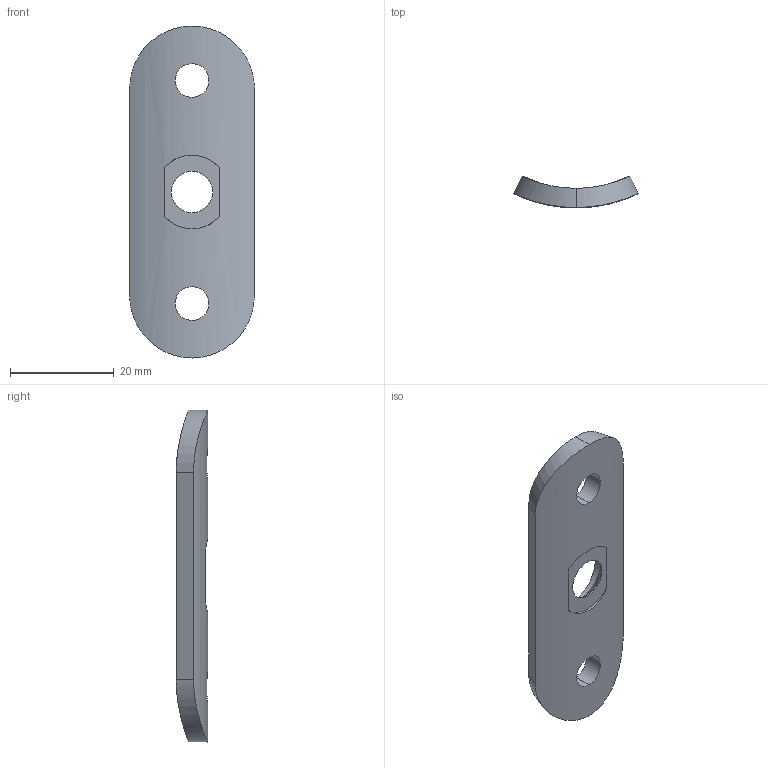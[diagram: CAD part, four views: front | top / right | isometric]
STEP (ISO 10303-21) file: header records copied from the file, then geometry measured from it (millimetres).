
FILE_DESCRIPTION (( 'STEP AP214' ), '1' );
FILE_NAME ('A_1800-048.STEP', '2022-02-10T08:23:08', ( '' ), ( '' ), 'SwSTEP 2.0', 'SolidWorks 2019', '' );
FILE_SCHEMA (( 'AUTOMOTIVE_DESIGN' ));
Length unit declared in the file: millimetre
Products named in the file (1): A_1800-048
Bounding box: 24 x 6.06 x 64 mm (x, y, z)
Volume: 4421.8 mm3; surface area: 3292.3 mm2
Topology: 1 solids, 1 shells, 21 faces, 50 edges, 32 vertices
Faces by surface type: cylinder 12, bspline 4, plane 3, cone 2
Entity records: 1572 total; most frequent: CARTESIAN_POINT 1086, ORIENTED_EDGE 100, DIRECTION 72, EDGE_CURVE 50, VERTEX_POINT 32, EDGE_LOOP 28, AXIS2_PLACEMENT_3D 26, B_SPLINE_CURVE_WITH_KNOTS 22
